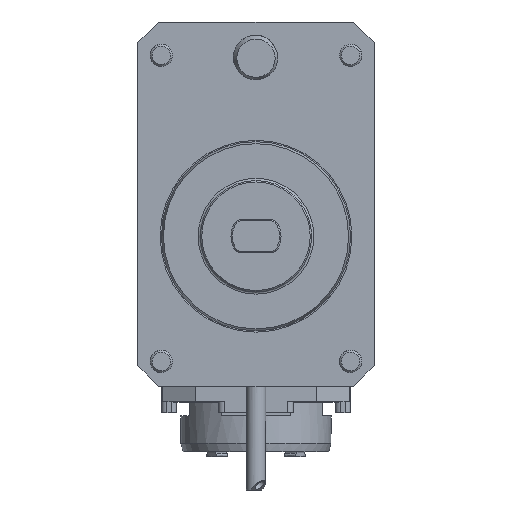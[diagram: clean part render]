
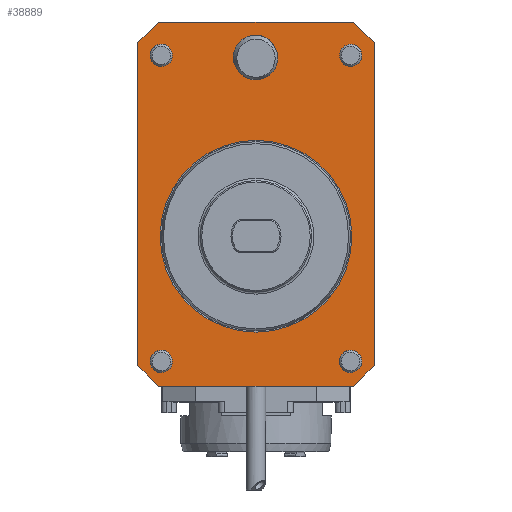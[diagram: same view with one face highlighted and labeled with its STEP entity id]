
A CAD part, front view. The second image highlights one B-rep face of the part: STEP entity #38889.
In plain terms, the highlighted planar face has unit normal (0, -1, 0).
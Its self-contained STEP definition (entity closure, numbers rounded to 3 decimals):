
#190 = FACE_BOUND ( 'NONE', #29089, .T. ) ;
#252 = ORIENTED_EDGE ( 'NONE', *, *, #29354, .T. ) ;
#393 = FACE_BOUND ( 'NONE', #15086, .T. ) ;
#463 = VECTOR ( 'NONE', #31214, 1000. ) ;
#754 = CIRCLE ( 'NONE', #22813, 4. ) ;
#1950 = ORIENTED_EDGE ( 'NONE', *, *, #38812, .T. ) ;
#2088 = EDGE_LOOP ( 'NONE', ( #20186, #22777, #14173, #1950, #12999, #33738, #28234, #23801 ) ) ;
#2115 = DIRECTION ( 'NONE',  ( 0.707, 0., -0.707 ) ) ;
#2274 = CARTESIAN_POINT ( 'NONE',  ( -35., -80., -54. ) ) ;
#2658 = EDGE_CURVE ( 'NONE', #37825, #37825, #754, .T. ) ;
#2673 = DIRECTION ( 'NONE',  ( 0., 1., 0. ) ) ;
#2777 = CARTESIAN_POINT ( 'NONE',  ( 34., -80., 65. ) ) ;
#2927 = DIRECTION ( 'NONE',  ( 0.707, 0., 0.707 ) ) ;
#3353 = FACE_BOUND ( 'NONE', #18533, .T. ) ;
#3361 = DIRECTION ( 'NONE',  ( 0., 0., -1. ) ) ;
#3976 = CARTESIAN_POINT ( 'NONE',  ( -34., -80., 65. ) ) ;
#4569 = DIRECTION ( 'NONE',  ( 0., 0., -1. ) ) ;
#4909 = EDGE_LOOP ( 'NONE', ( #14627 ) ) ;
#5167 = EDGE_CURVE ( 'NONE', #26980, #26980, #36909, .T. ) ;
#5312 = EDGE_CURVE ( 'NONE', #13537, #32701, #19952, .T. ) ;
#5432 = ORIENTED_EDGE ( 'NONE', *, *, #8772, .T. ) ;
#5464 = CARTESIAN_POINT ( 'NONE',  ( -34., -80., 69. ) ) ;
#5635 = ORIENTED_EDGE ( 'NONE', *, *, #6105, .T. ) ;
#5879 = LINE ( 'NONE', #9619, #21298 ) ;
#5920 = DIRECTION ( 'NONE',  ( -0.707, 0., 0.707 ) ) ;
#6105 = EDGE_CURVE ( 'NONE', #17713, #17713, #15621, .T. ) ;
#6585 = EDGE_CURVE ( 'NONE', #26837, #38091, #5879, .T. ) ;
#6603 = DIRECTION ( 'NONE',  ( -1., 0., 0. ) ) ;
#6847 = CIRCLE ( 'NONE', #22602, 4. ) ;
#7469 = CARTESIAN_POINT ( 'NONE',  ( 42.5, -80., -46.5 ) ) ;
#7536 = CARTESIAN_POINT ( 'NONE',  ( -0.163, -80., 64.252 ) ) ;
#7670 = PLANE ( 'NONE',  #27594 ) ;
#7861 = CARTESIAN_POINT ( 'NONE',  ( 34., -80., -41. ) ) ;
#8184 = CARTESIAN_POINT ( 'NONE',  ( 35., -80., -54. ) ) ;
#8452 = DIRECTION ( 'NONE',  ( 0., 0., 1. ) ) ;
#8669 = LINE ( 'NONE', #11664, #27909 ) ;
#8772 = EDGE_CURVE ( 'NONE', #23821, #23821, #6847, .T. ) ;
#8789 = DIRECTION ( 'NONE',  ( 1., 0., 0. ) ) ;
#8858 = CARTESIAN_POINT ( 'NONE',  ( 35., -80., 77. ) ) ;
#9058 = DIRECTION ( 'NONE',  ( 0., 0., 1. ) ) ;
#9619 = CARTESIAN_POINT ( 'NONE',  ( 42.5, -80., -46.5 ) ) ;
#9989 = EDGE_LOOP ( 'NONE', ( #252 ) ) ;
#10092 = VERTEX_POINT ( 'NONE', #28458 ) ;
#11658 = LINE ( 'NONE', #8858, #31342 ) ;
#11664 = CARTESIAN_POINT ( 'NONE',  ( -42.5, -80., 77. ) ) ;
#11747 = AXIS2_PLACEMENT_3D ( 'NONE', #3976, #28818, #16039 ) ;
#11982 = CARTESIAN_POINT ( 'NONE',  ( 42.5, -80., 77. ) ) ;
#12446 = EDGE_LOOP ( 'NONE', ( #5635 ) ) ;
#12999 = ORIENTED_EDGE ( 'NONE', *, *, #20367, .T. ) ;
#13359 = EDGE_CURVE ( 'NONE', #16818, #26837, #29707, .T. ) ;
#13537 = VERTEX_POINT ( 'NONE', #26291 ) ;
#14173 = ORIENTED_EDGE ( 'NONE', *, *, #38326, .T. ) ;
#14300 = VECTOR ( 'NONE', #26604, 1000. ) ;
#14476 = EDGE_CURVE ( 'NONE', #32701, #32729, #8669, .T. ) ;
#14627 = ORIENTED_EDGE ( 'NONE', *, *, #34748, .T. ) ;
#15086 = EDGE_LOOP ( 'NONE', ( #5432 ) ) ;
#15412 = CARTESIAN_POINT ( 'NONE',  ( 35., -80., 77. ) ) ;
#15486 = VERTEX_POINT ( 'NONE', #15412 ) ;
#15621 = CIRCLE ( 'NONE', #37621, 7.6 ) ;
#16039 = DIRECTION ( 'NONE',  ( 0., 0., 1. ) ) ;
#16266 = LINE ( 'NONE', #11982, #463 ) ;
#16818 = VERTEX_POINT ( 'NONE', #2274 ) ;
#16949 = DIRECTION ( 'NONE',  ( 0., 0., -1. ) ) ;
#17133 = CARTESIAN_POINT ( 'NONE',  ( -0.163, -80., 56.652 ) ) ;
#17713 = VERTEX_POINT ( 'NONE', #17133 ) ;
#18533 = EDGE_LOOP ( 'NONE', ( #32572 ) ) ;
#18632 = CARTESIAN_POINT ( 'NONE',  ( -42.5, -80., 77. ) ) ;
#19116 = FACE_BOUND ( 'NONE', #9989, .T. ) ;
#19952 = LINE ( 'NONE', #20881, #14300 ) ;
#20186 = ORIENTED_EDGE ( 'NONE', *, *, #13359, .T. ) ;
#20367 = EDGE_CURVE ( 'NONE', #15486, #13537, #34727, .T. ) ;
#20430 = CARTESIAN_POINT ( 'NONE',  ( 0., -80., 0. ) ) ;
#20875 = CARTESIAN_POINT ( 'NONE',  ( 34., -80., 69. ) ) ;
#20881 = CARTESIAN_POINT ( 'NONE',  ( -42.5, -80., 69.5 ) ) ;
#21298 = VECTOR ( 'NONE', #2927, 1000. ) ;
#22479 = FACE_BOUND ( 'NONE', #4909, .T. ) ;
#22602 = AXIS2_PLACEMENT_3D ( 'NONE', #2777, #35674, #9058 ) ;
#22777 = ORIENTED_EDGE ( 'NONE', *, *, #6585, .T. ) ;
#22813 = AXIS2_PLACEMENT_3D ( 'NONE', #36485, #25081, #34126 ) ;
#23073 = DIRECTION ( 'NONE',  ( 0., -1., 0. ) ) ;
#23801 = ORIENTED_EDGE ( 'NONE', *, *, #33363, .T. ) ;
#23821 = VERTEX_POINT ( 'NONE', #20875 ) ;
#23932 = VECTOR ( 'NONE', #6603, 1000. ) ;
#25039 = CIRCLE ( 'NONE', #26921, 4. ) ;
#25081 = DIRECTION ( 'NONE',  ( 0., 1., 0. ) ) ;
#25376 = VECTOR ( 'NONE', #8789, 1000. ) ;
#26291 = CARTESIAN_POINT ( 'NONE',  ( -35., -80., 77. ) ) ;
#26604 = DIRECTION ( 'NONE',  ( -0.707, 0., -0.707 ) ) ;
#26837 = VERTEX_POINT ( 'NONE', #8184 ) ;
#26921 = AXIS2_PLACEMENT_3D ( 'NONE', #29745, #32323, #8452 ) ;
#26980 = VERTEX_POINT ( 'NONE', #5464 ) ;
#27594 = AXIS2_PLACEMENT_3D ( 'NONE', #38012, #23073, #16949 ) ;
#27909 = VECTOR ( 'NONE', #3361, 1000. ) ;
#28234 = ORIENTED_EDGE ( 'NONE', *, *, #14476, .T. ) ;
#28458 = CARTESIAN_POINT ( 'NONE',  ( 42.5, -80., 69.5 ) ) ;
#28647 = VECTOR ( 'NONE', #2115, 1000. ) ;
#28717 = CARTESIAN_POINT ( 'NONE',  ( -34., -80., -41. ) ) ;
#28731 = CARTESIAN_POINT ( 'NONE',  ( -35., -80., -54. ) ) ;
#28818 = DIRECTION ( 'NONE',  ( 0., 1., 0. ) ) ;
#29089 = EDGE_LOOP ( 'NONE', ( #31677 ) ) ;
#29354 = EDGE_CURVE ( 'NONE', #34835, #34835, #25039, .T. ) ;
#29707 = LINE ( 'NONE', #30089, #25376 ) ;
#29745 = CARTESIAN_POINT ( 'NONE',  ( -34., -80., -45. ) ) ;
#29834 = CARTESIAN_POINT ( 'NONE',  ( -42.5, -80., 69.5 ) ) ;
#30089 = CARTESIAN_POINT ( 'NONE',  ( -42.5, -80., -54. ) ) ;
#30574 = CIRCLE ( 'NONE', #31837, 34.465 ) ;
#31214 = DIRECTION ( 'NONE',  ( 0., 0., 1. ) ) ;
#31342 = VECTOR ( 'NONE', #5920, 1000. ) ;
#31677 = ORIENTED_EDGE ( 'NONE', *, *, #2658, .T. ) ;
#31837 = AXIS2_PLACEMENT_3D ( 'NONE', #20430, #2673, #32827 ) ;
#31901 = FACE_OUTER_BOUND ( 'NONE', #2088, .T. ) ;
#32064 = LINE ( 'NONE', #28731, #28647 ) ;
#32323 = DIRECTION ( 'NONE',  ( 0., 1., 0. ) ) ;
#32572 = ORIENTED_EDGE ( 'NONE', *, *, #5167, .T. ) ;
#32701 = VERTEX_POINT ( 'NONE', #29834 ) ;
#32729 = VERTEX_POINT ( 'NONE', #32791 ) ;
#32791 = CARTESIAN_POINT ( 'NONE',  ( -42.5, -80., -46.5 ) ) ;
#32827 = DIRECTION ( 'NONE',  ( 0., 0., 1. ) ) ;
#33363 = EDGE_CURVE ( 'NONE', #32729, #16818, #32064, .T. ) ;
#33738 = ORIENTED_EDGE ( 'NONE', *, *, #5312, .T. ) ;
#34094 = FACE_BOUND ( 'NONE', #12446, .T. ) ;
#34126 = DIRECTION ( 'NONE',  ( 0., 0., 1. ) ) ;
#34727 = LINE ( 'NONE', #18632, #23932 ) ;
#34748 = EDGE_CURVE ( 'NONE', #38528, #38528, #30574, .T. ) ;
#34835 = VERTEX_POINT ( 'NONE', #28717 ) ;
#35674 = DIRECTION ( 'NONE',  ( 0., 1., 0. ) ) ;
#36485 = CARTESIAN_POINT ( 'NONE',  ( 34., -80., -45. ) ) ;
#36909 = CIRCLE ( 'NONE', #11747, 4. ) ;
#37621 = AXIS2_PLACEMENT_3D ( 'NONE', #7536, #37887, #4569 ) ;
#37825 = VERTEX_POINT ( 'NONE', #7861 ) ;
#37887 = DIRECTION ( 'NONE',  ( 0., 1., 0. ) ) ;
#38012 = CARTESIAN_POINT ( 'NONE',  ( 0., -80., 64. ) ) ;
#38091 = VERTEX_POINT ( 'NONE', #7469 ) ;
#38142 = CARTESIAN_POINT ( 'NONE',  ( 0., -80., 34.465 ) ) ;
#38326 = EDGE_CURVE ( 'NONE', #38091, #10092, #16266, .T. ) ;
#38528 = VERTEX_POINT ( 'NONE', #38142 ) ;
#38812 = EDGE_CURVE ( 'NONE', #10092, #15486, #11658, .T. ) ;
#38889 = ADVANCED_FACE ( 'Defeature completata1_8', ( #34094, #19116, #190, #3353, #393, #31901, #22479 ), #7670, .T. ) ;
